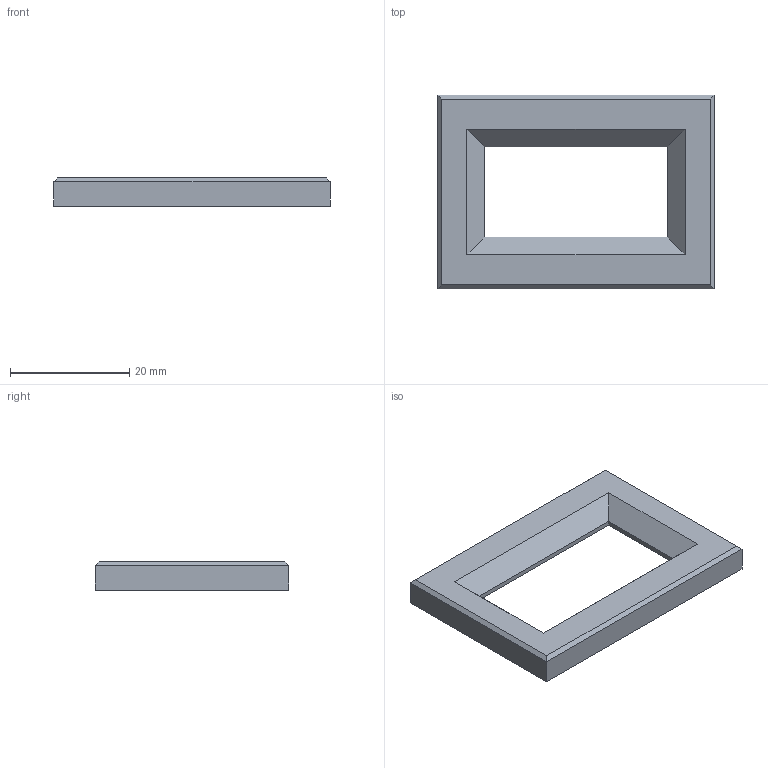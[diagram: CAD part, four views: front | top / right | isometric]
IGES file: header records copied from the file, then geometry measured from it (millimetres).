
Start section: SolidWorks IGES file using analytic representation for surfaces
Global section: file name: mps_dpm_dms20_bezel.IGS; native system: SolidWorks 2011; preprocessor: SolidWorks 2011; author: dbrennan; date: 110831.131350; units: inch
Bounding box: 46.38 x 32.51 x 4.75 mm (x, y, z)
Surface area: 3553 mm2 (no closed solid volume)
Topology: 0 solids, 0 shells, 87 faces, 1000 edges, 1000 vertices
Faces by surface type: revolution 48, bspline 39
